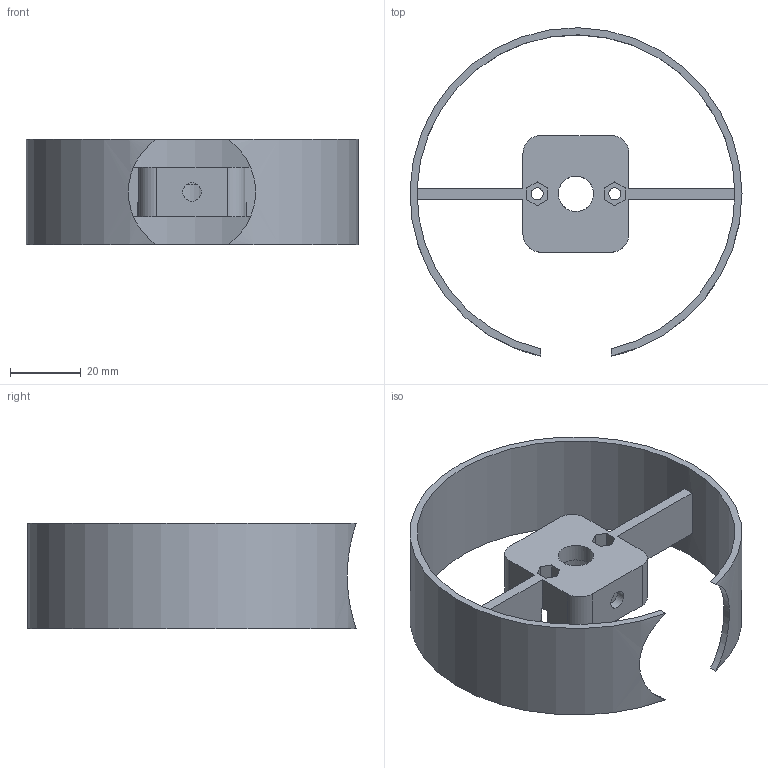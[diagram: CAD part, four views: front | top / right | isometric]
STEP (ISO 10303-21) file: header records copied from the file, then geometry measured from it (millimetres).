
FILE_DESCRIPTION(('FreeCAD Model'),'2;1');
FILE_NAME('Art56MotorCoverRing.step', '2017-01-10T08:54:34',('Author'),(''), 'Open CASCADE STEP processor 6.8','FreeCAD','Unknown');
FILE_SCHEMA(('AUTOMOTIVE_DESIGN_CC2 { 1 2 10303 214 -1 1 5 4 }'));
Length unit declared in the file: millimetre
Products named in the file (2): ASSEMBLY; Art56CoverRing
Assembly tree (1 placements, depth 2):
  ASSEMBLY
    Art56CoverRing
Bounding box: 93.98 x 92.93 x 30 mm (x, y, z)
Volume: 27695.7 mm3; surface area: 23149 mm2
Topology: 1 solids, 1 shells, 62 faces, 199 edges, 136 vertices
Faces by surface type: plane 49, cylinder 13
Full cylindrical faces by diameter (mm): 3.4 x2, 5.2 x1, 10 x1, 16.4 x1
Entity records: 8596 total; most frequent: CARTESIAN_POINT 4885, DIRECTION 606, ORIENTED_EDGE 398, PCURVE 398, DEFINITIONAL_REPRESENTATION 398, LINE 349, VECTOR 349, EDGE_CURVE 199
